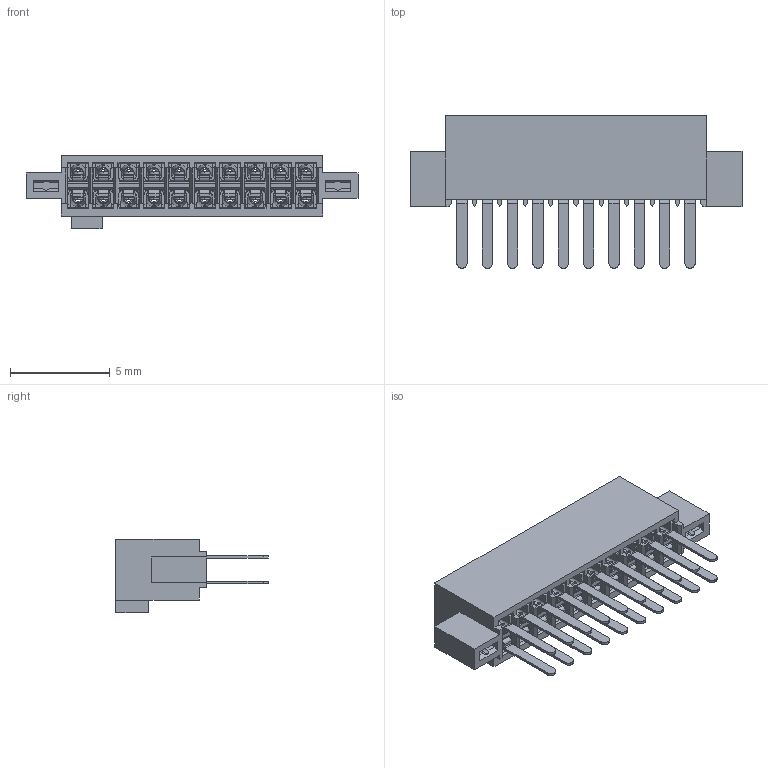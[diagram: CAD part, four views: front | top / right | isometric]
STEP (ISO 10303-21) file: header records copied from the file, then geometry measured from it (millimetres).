
FILE_DESCRIPTION (( 'STEP AP203' ), '1' );
FILE_NAME ('SFC-110-T1-X-D.step', '2007-05-23T19:50:55', ( 'Samtec User' ), ( 'Samtec, Inc' ), 'SwSTEP 2.0', 'SolidWorks 2007', '' );
FILE_SCHEMA (( 'CONFIG_CONTROL_DESIGN' ));
Length unit declared in the file: inch
Products named in the file (3): c-119-XX-X_thru hole (default); SFM-XX-D_C3D; SFC-110-T1-X-D
Assembly tree (21 placements, depth 2):
  SFC-110-T1-X-D
    c-119-XX-X_thru hole (default)  x20
    SFM-XX-D_C3D
Bounding box: 16.64 x 7.65 x 3.68 mm (x, y, z)
Volume: 130.8 mm3; surface area: 941.8 mm2
Topology: 21 solids, 21 shells, 2751 faces, 7698 edges, 4952 vertices
Faces by surface type: plane 1756, cylinder 426, torus 240, bspline 209, cone 120
Entity records: 20288 total; most frequent: CARTESIAN_POINT 4471, ORIENTED_EDGE 3266, DIRECTION 2838, EDGE_CURVE 1633, VECTOR 1468, LINE 1468, VERTEX_POINT 1055, AXIS2_PLACEMENT_3D 685
